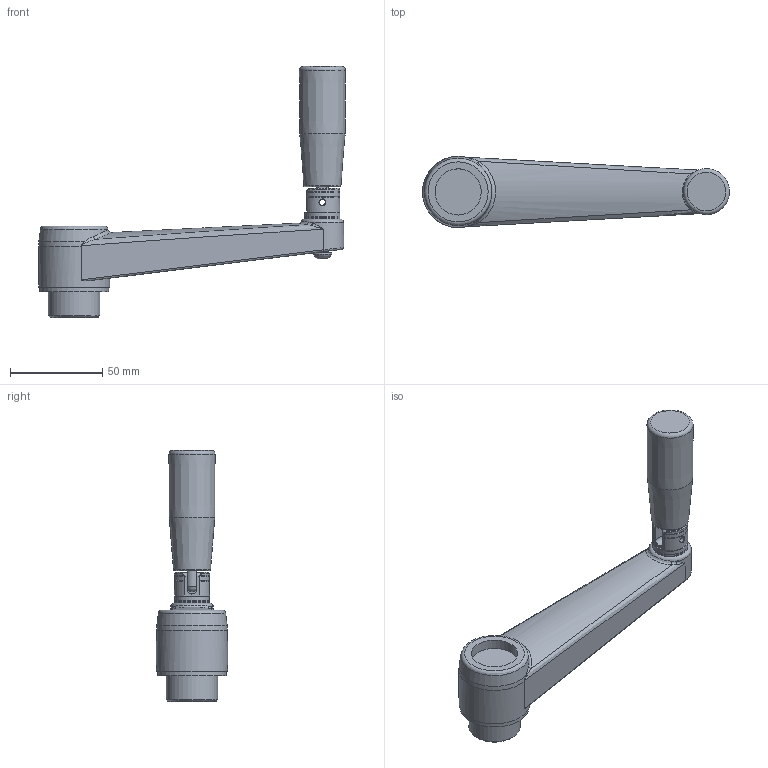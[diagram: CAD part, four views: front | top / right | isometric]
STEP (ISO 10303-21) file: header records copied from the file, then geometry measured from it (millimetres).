
FILE_DESCRIPTION( ( 'Unknown' ), '1' );
FILE_NAME( '6335150_MV130-MR.stp', 'Unknown', ( 'Unknown' ), ( 'Unknown' ), 'PSStep 10.0', 'Unknown', ' ' );
FILE_SCHEMA( ( 'automotive_design' ) );
Length unit declared in the file: millimetre
Products named in the file (3): 6335150
Bounding box: 166.11 x 38.5 x 135.85 mm (x, y, z)
Volume: 126221.4 mm3; surface area: 37338.7 mm2
Topology: 3 solids, 4 shells, 224 faces, 555 edges, 350 vertices
Faces by surface type: plane 123, cylinder 58, bspline 19, cone 12, torus 11, sphere 1
Full cylindrical faces by diameter (mm): 2.5 x1, 2.7 x1, 3.25 x2, 3.5 x1, 6 x3, 6.1 x1, 6.3 x1, 6.4 x1, 8.31 x1, 9 x1, 9.339 x1, 10.3 x1, 10.716 x1, 12.682 x1, 19 x2, 25 x1, 28 x1, 37.31 x1, 38.5 x1
Entity records: 10819 total; most frequent: CARTESIAN_POINT 4042, DIRECTION 1012, ORIENTED_EDGE 972, EDGE_CURVE 486, AXIS2_PLACEMENT_3D 378, VERTEX_POINT 330, EDGE_LOOP 289, FACE_OUTER_BOUND 259
